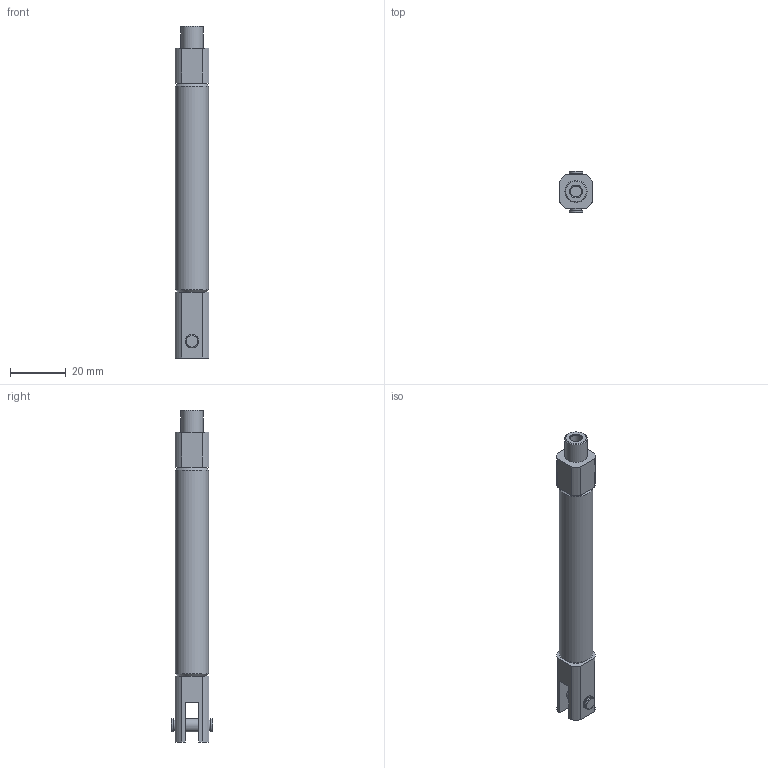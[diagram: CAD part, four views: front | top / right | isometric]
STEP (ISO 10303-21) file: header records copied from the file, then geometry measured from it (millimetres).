
FILE_DESCRIPTION(/* description */ (''),/* implementation_level */ '2;1');
FILE_NAME(/* name */ 'Bi-directional Cylinder Main v1.step',/* time_stamp */ '2021-12-05T01:39:03-08:00',/* author */ (''),/* organization */ (''),/* preprocessor_version */ 'ST-DEVELOPER v18.1',/* originating_system */ 'Autodesk Translation Framework v10.10.0.1391',/* authorisation */ '');
FILE_SCHEMA (('AUTOMOTIVE_DESIGN { 1 0 10303 214 3 1 1 }'));
Length unit declared in the file: millimetre
Products named in the file (2): Bi-directional Cylinder Main; NCJ2D10-200.step_NCJ2-Body_10D
Assembly tree (1 placements, depth 2):
  Bi-directional Cylinder Main
    NCJ2D10-200.step_NCJ2-Body_10D
Bounding box: 12 x 14.99 x 118.8 mm (x, y, z)
Volume: 7944 mm3; surface area: 7620.4 mm2
Topology: 1 solids, 1 shells, 57 faces, 126 edges, 82 vertices
Faces by surface type: plane 28, cylinder 21, cone 8
Full cylindrical faces by diameter (mm): 3.734 x2, 4 x1, 4.78 x5, 4.83 x2, 7.938 x1, 10 x1, 11.94 x1
Entity records: 1685 total; most frequent: CARTESIAN_POINT 311, DIRECTION 298, ORIENTED_EDGE 252, EDGE_CURVE 126, AXIS2_PLACEMENT_3D 115, VERTEX_POINT 82, EDGE_LOOP 72, LINE 68
